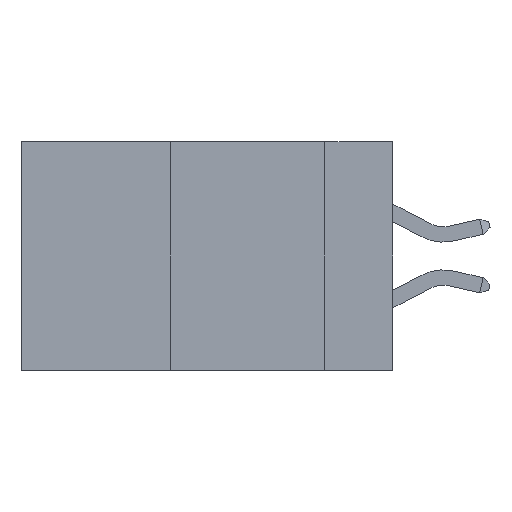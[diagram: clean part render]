
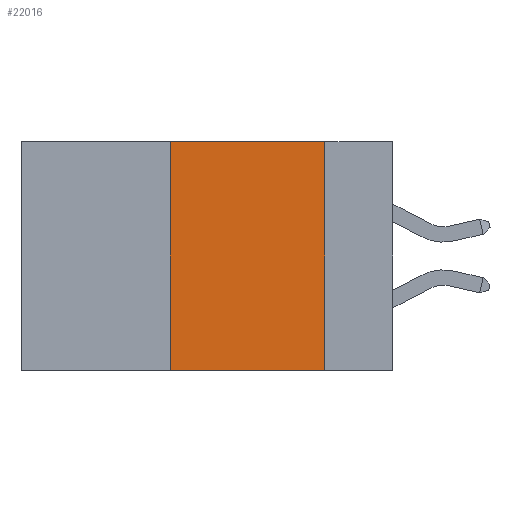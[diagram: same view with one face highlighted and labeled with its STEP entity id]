
A CAD part, left-side view. The second image highlights one B-rep face of the part: STEP entity #22016.
In plain terms, the highlighted planar face has unit normal (-1, 0, 0).
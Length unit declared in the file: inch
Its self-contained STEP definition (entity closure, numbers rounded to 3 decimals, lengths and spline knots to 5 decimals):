
#2334 = CARTESIAN_POINT ( 'NONE',  ( 0., 0.36, 0. ) ) ;
#2354 = ORIENTED_EDGE ( 'NONE', *, *, #15665, .F. ) ;
#2393 = FACE_OUTER_BOUND ( 'NONE', #15865, .T. ) ;
#3077 = ORIENTED_EDGE ( 'NONE', *, *, #8312, .T. ) ;
#3480 = VECTOR ( 'NONE', #7413, 39.37008 ) ;
#5362 = ORIENTED_EDGE ( 'NONE', *, *, #32063, .F. ) ;
#7413 = DIRECTION ( 'NONE',  ( 0., -1., 0. ) ) ;
#8312 = EDGE_CURVE ( 'NONE', #31222, #28868, #8421, .T. ) ;
#8421 = LINE ( 'NONE', #19428, #27375 ) ;
#11507 = VECTOR ( 'NONE', #15782, 39.37008 ) ;
#13425 = PLANE ( 'NONE',  #25893 ) ;
#13518 = VERTEX_POINT ( 'NONE', #31066 ) ;
#14482 = DIRECTION ( 'NONE',  ( 1., 0., 0. ) ) ;
#15665 = EDGE_CURVE ( 'NONE', #31222, #33634, #27037, .T. ) ;
#15782 = DIRECTION ( 'NONE',  ( 0., 0., -1. ) ) ;
#15865 = EDGE_LOOP ( 'NONE', ( #16622, #5362, #2354, #3077 ) ) ;
#15949 = LINE ( 'NONE', #25951, #11507 ) ;
#16622 = ORIENTED_EDGE ( 'NONE', *, *, #23091, .F. ) ;
#17579 = VECTOR ( 'NONE', #24162, 39.37008 ) ;
#19428 = CARTESIAN_POINT ( 'NONE',  ( 0., 0.6, -0.37 ) ) ;
#22016 = ADVANCED_FACE ( 'NONE', ( #2393 ), #13425, .F. ) ;
#22433 = DIRECTION ( 'NONE',  ( 0., 0., -1. ) ) ;
#23091 = EDGE_CURVE ( 'NONE', #13518, #28868, #15949, .T. ) ;
#24162 = DIRECTION ( 'NONE',  ( 0., 0., 1. ) ) ;
#24340 = CARTESIAN_POINT ( 'NONE',  ( 0., 0.11, -0.37 ) ) ;
#25537 = CARTESIAN_POINT ( 'NONE',  ( 0., 0.36, -0.37 ) ) ;
#25893 = AXIS2_PLACEMENT_3D ( 'NONE', #32741, #14482, #22433 ) ;
#25951 = CARTESIAN_POINT ( 'NONE',  ( 0., 0.11, 0. ) ) ;
#27037 = LINE ( 'NONE', #35353, #17579 ) ;
#27375 = VECTOR ( 'NONE', #30462, 39.37008 ) ;
#28868 = VERTEX_POINT ( 'NONE', #24340 ) ;
#30462 = DIRECTION ( 'NONE',  ( 0., -1., 0. ) ) ;
#31066 = CARTESIAN_POINT ( 'NONE',  ( 0., 0.11, 0. ) ) ;
#31222 = VERTEX_POINT ( 'NONE', #25537 ) ;
#32063 = EDGE_CURVE ( 'NONE', #33634, #13518, #34883, .T. ) ;
#32164 = CARTESIAN_POINT ( 'NONE',  ( 0., 0.6, 0. ) ) ;
#32741 = CARTESIAN_POINT ( 'NONE',  ( 0., 0.6, 0. ) ) ;
#33634 = VERTEX_POINT ( 'NONE', #2334 ) ;
#34883 = LINE ( 'NONE', #32164, #3480 ) ;
#35353 = CARTESIAN_POINT ( 'NONE',  ( 0., 0.36, 0. ) ) ;
